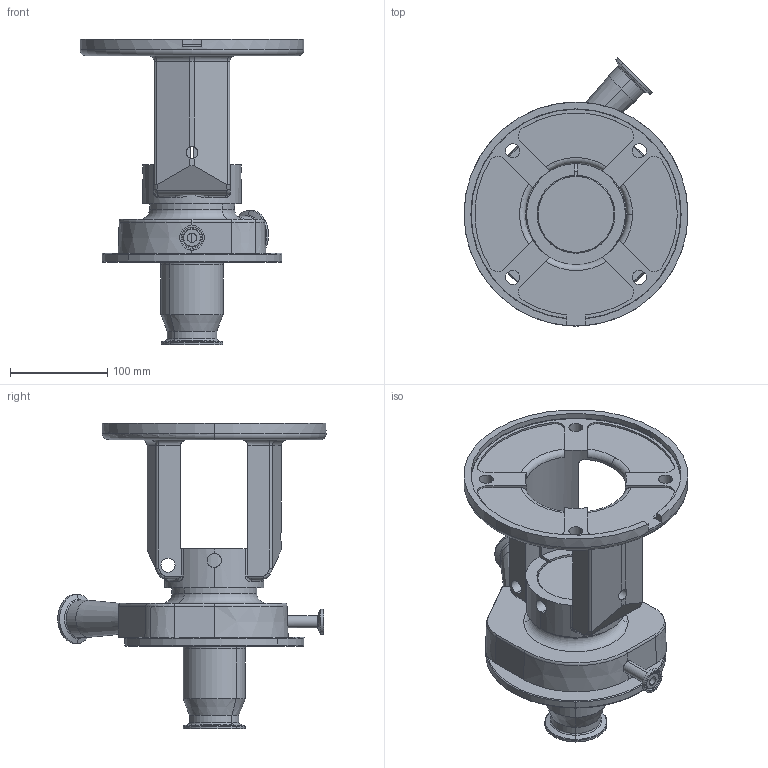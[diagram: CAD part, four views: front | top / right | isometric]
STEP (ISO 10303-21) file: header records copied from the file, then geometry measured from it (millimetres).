
FILE_DESCRIPTION (( 'STEP AP214' ), '1' );
FILE_NAME ('FPR 712 180TC 45 LEFT 1-2 IN STR DRAIN.STEP', '2023-09-14T14:40:18', ( '' ), ( '' ), 'SwSTEP 2.0', 'SolidWorks 2023', '' );
FILE_SCHEMA (( 'AUTOMOTIVE_DESIGN' ));
Length unit declared in the file: millimetre
Products named in the file (1): FPR 712 180TC 45 LEFT 1-2 IN STR DRAIN
Bounding box: 230 x 275.65 x 314 mm (x, y, z)
Volume: 1831022.5 mm3; surface area: 361248.1 mm2
Topology: 1 solids, 1 shells, 376 faces, 936 edges, 558 vertices
Faces by surface type: cylinder 136, torus 87, plane 72, cone 69, bspline 10, sphere 2
Entity records: 12790 total; most frequent: CARTESIAN_POINT 3741, DIRECTION 2041, ORIENTED_EDGE 1848, EDGE_CURVE 924, AXIS2_PLACEMENT_3D 851, VERTEX_POINT 557, CIRCLE 484, EDGE_LOOP 411
